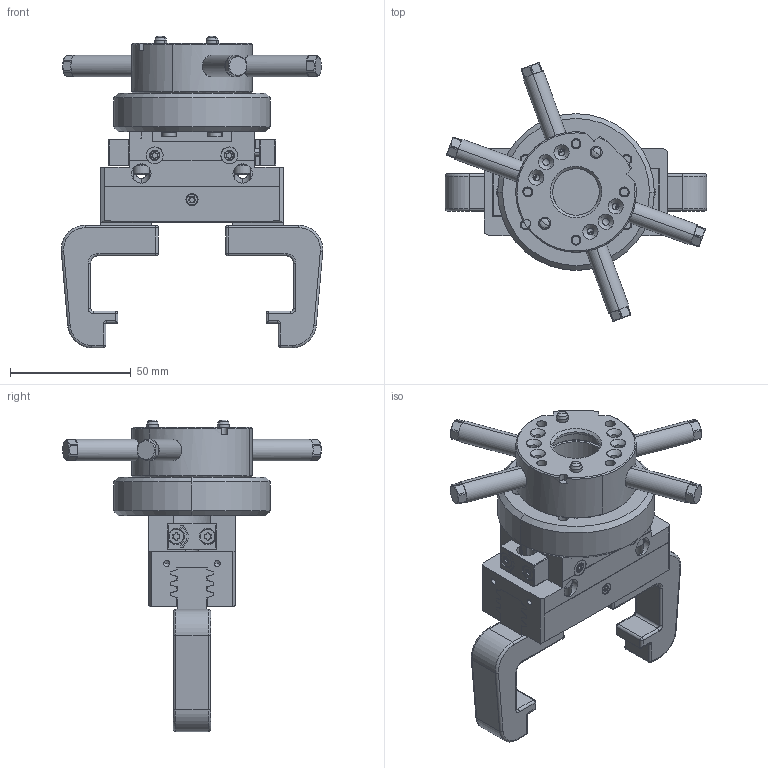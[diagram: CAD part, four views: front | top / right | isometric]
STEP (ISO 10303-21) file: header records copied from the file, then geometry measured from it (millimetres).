
FILE_DESCRIPTION(('CATIA V5 STEP Exchange'),'2;1');
FILE_NAME('HvataljkaPredmetOtvorenaDonjiDio.stp','2023-04-18T15:10:45+00:00',('none'),('none'),'CATIA Version 5 Release 21 SP 6 (IN-10)','CATIA V5 STEP AP203','none');
FILE_SCHEMA(('CONFIG_CONTROL_DESIGN'));
Products named in the file (5): HvataljkaPredmetOtvorenaIzmjena; SustavZaIzmjenuAlataPrazan; SCHUNK-0302317 SWA-011-000-000, .catproduct; 2; SCHUNK_0318496_PGN_plus_P_64_1__000
Assembly tree (32 placements, depth 4):
  HvataljkaPredmetOtvorenaIzmjena
    SustavZaIzmjenuAlataPrazan
      #65
      SCHUNK-0302317 SWA-011-000-000, .catproduct
        #1062
      #7104  x4
      #8251  x4
    2
      SCHUNK_0318496_PGN_plus_P_64_1__000
        #9450  x2
        #19334  x2
        #22406
        #25374
        #26012
        #33178
        #36755
      #51321
      #7104  x4
    #7104  x4
Bounding box: 108.46 x 107.39 x 129.25 mm (x, y, z)
Volume: 199663.1 mm3; surface area: 78708.8 mm2
Topology: 29 solids, 29 shells, 2577 faces, 6559 edges, 4075 vertices
Faces by surface type: plane 1098, cylinder 951, cone 426, torus 76, sphere 18, bspline 8
Entity records: 55522 total; most frequent: CARTESIAN_POINT 16742, ORIENTED_EDGE 8574, DIRECTION 6621, EDGE_CURVE 4287, VERTEX_POINT 2758, AXIS2_PLACEMENT_3D 2529, VECTOR 2414, LINE 2414
